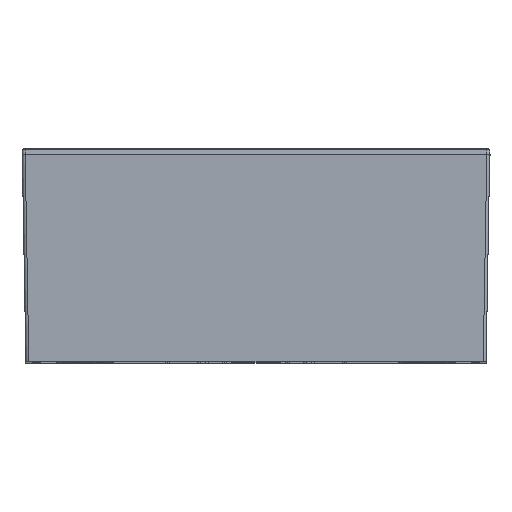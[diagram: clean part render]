
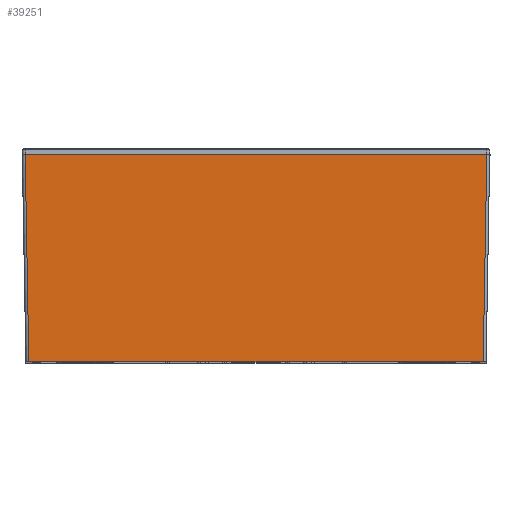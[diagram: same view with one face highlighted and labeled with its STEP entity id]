
A CAD part, top view. The second image highlights one B-rep face of the part: STEP entity #39251.
In plain terms, the highlighted planar face has unit normal (0, -0.018, 1).
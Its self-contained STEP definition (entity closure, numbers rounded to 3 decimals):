
#274=CARTESIAN_POINT('',(42.719,0.,43.269));
#1953=DIRECTION('',(-1.,0.,0.));
#1954=VECTOR('',#1953,86.8);
#1955=CARTESIAN_POINT('',(43.4,39.,43.95));
#1956=LINE('44611',#1955,#1954);
#2060=DIRECTION('',(0.017,-1.,-0.017));
#2061=VECTOR('',#2060,39.012);
#2062=CARTESIAN_POINT('',(-43.4,39.,43.95));
#2063=LINE('44604',#2062,#2061);
#2067=DIRECTION('',(-0.017,-1.,-0.017));
#2068=VECTOR('',#2067,39.012);
#2069=CARTESIAN_POINT('',(43.4,39.,43.95));
#2070=LINE('44609',#2069,#2068);
#2074=DIRECTION('',(-1.,0.,0.));
#2075=VECTOR('',#2074,85.439);
#2076=CARTESIAN_POINT('',(42.719,0.,43.269));
#2077=LINE('44610',#2076,#2075);
#35406=CARTESIAN_POINT('',(-43.4,39.,43.95));
#35407=CARTESIAN_POINT('',(-42.719,0.,43.269));
#35408=VERTEX_POINT('',#35406);
#35409=VERTEX_POINT('',#35407);
#35417=VERTEX_POINT('',#274);
#35418=CARTESIAN_POINT('',(43.4,39.,43.95));
#35419=VERTEX_POINT('',#35418);
#39239=CARTESIAN_POINT('',(43.95,39.,43.95));
#39240=DIRECTION('',(0.,0.017,-1.));
#39241=DIRECTION('',(1.,0.,0.));
#39242=AXIS2_PLACEMENT_3D('',#39239,#39240,#39241);
#39243=PLANE('44582',#39242);
#39245=ORIENTED_EDGE('44604',*,*,#39244,.F.);
#39246=ORIENTED_EDGE('44611',*,*,#39177,.F.);
#39247=ORIENTED_EDGE('44609',*,*,#39226,.T.);
#39248=ORIENTED_EDGE('44610',*,*,#38752,.T.);
#39249=EDGE_LOOP('44582',(#39245,#39246,#39247,#39248));
#39250=FACE_OUTER_BOUND('44582',#39249,.F.);
#39251=ADVANCED_FACE('44582',(#39250),#39243,.F.);
#38752=EDGE_CURVE('44610',#35417,#35409,#2077,.T.);
#39177=EDGE_CURVE('44611',#35419,#35408,#1956,.T.);
#39226=EDGE_CURVE('44609',#35419,#35417,#2070,.T.);
#39244=EDGE_CURVE('44604',#35408,#35409,#2063,.T.);
